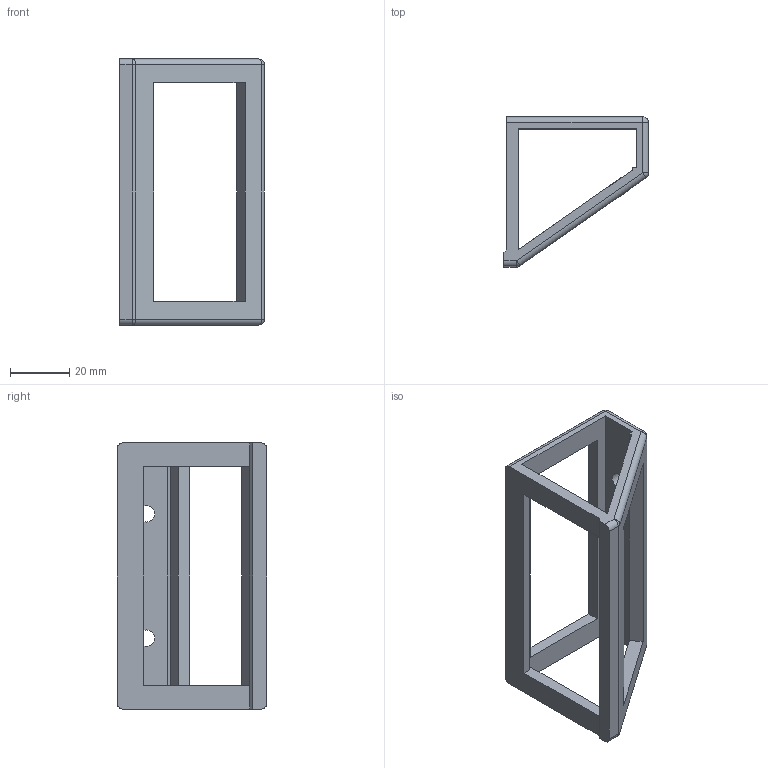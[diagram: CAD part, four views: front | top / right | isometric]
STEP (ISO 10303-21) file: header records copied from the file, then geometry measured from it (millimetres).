
FILE_DESCRIPTION(/* description */ ('STEP AP242','CAx-IF Rec.Pracs.---Representation and Presentation of Product Manufacturing Information (PMI)---4.0---2014-10-13','CAx-IF Rec.Pracs.---3D Tessellated Geometry---0.4---2014-09-14','2;1'),/* implementation_level */ '2;1');
FILE_NAME(/* name */ '658b43e3e021b269eac79f47',/* time_stamp */ '2023-12-26T21:21:39Z',/* author */ (''),/* organization */ (''),/* preprocessor_version */ 'ST-DEVELOPER v19.4',/* originating_system */ ' ',/* authorisation */ ' ');
FILE_SCHEMA (('AP242_MANAGED_MODEL_BASED_3D_ENGINEERING_MIM_LF { 1 0 10303 442 1 1 4 }'));
Length unit declared in the file: metre
Products named in the file (1): Wide
Bounding box: 49 x 50.73 x 90 mm (x, y, z)
Volume: 27366.3 mm3; surface area: 17184.1 mm2
Topology: 1 solids, 1 shells, 48 faces, 130 edges, 76 vertices
Faces by surface type: plane 29, cylinder 13, sphere 6
Full cylindrical faces by diameter (mm): 5.5 x2
Entity records: 1452 total; most frequent: DIRECTION 244, CARTESIAN_POINT 243, ORIENTED_EDGE 240, EDGE_CURVE 120, LINE 94, VECTOR 94, AXIS2_PLACEMENT_3D 75, VERTEX_POINT 74
